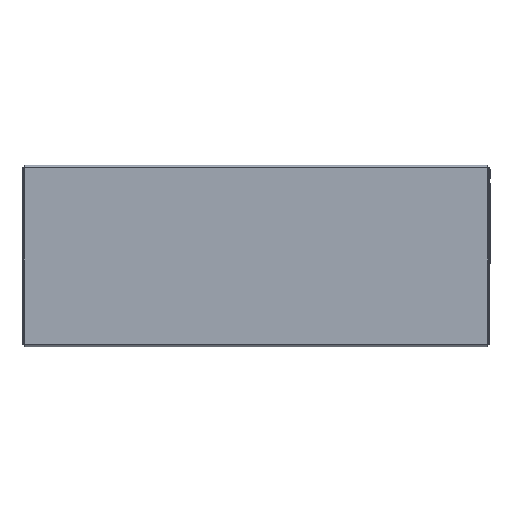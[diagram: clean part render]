
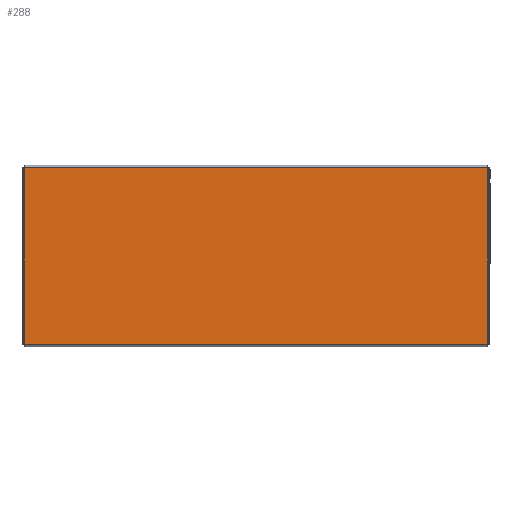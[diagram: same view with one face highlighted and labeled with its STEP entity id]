
A CAD part, top view. The second image highlights one B-rep face of the part: STEP entity #288.
In plain terms, the highlighted planar face has unit normal (0, 0, 1).
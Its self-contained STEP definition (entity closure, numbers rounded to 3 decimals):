
#186 = PLANE ( 'NONE',  #796 ) ;
#212 = EDGE_LOOP ( 'NONE', ( #1843, #925, #932, #341 ) ) ;
#288 = ADVANCED_FACE ( 'NONE', ( #1224 ), #186, .T. ) ;
#311 = EDGE_CURVE ( 'NONE', #567, #435, #1092, .T. ) ;
#341 = ORIENTED_EDGE ( 'NONE', *, *, #946, .T. ) ;
#357 = CARTESIAN_POINT ( 'NONE',  ( -250.5, -95.5, 0. ) ) ;
#435 = VERTEX_POINT ( 'NONE', #819 ) ;
#470 = LINE ( 'NONE', #1587, #1770 ) ;
#492 = DIRECTION ( 'NONE',  ( 0., -1., 0. ) ) ;
#567 = VERTEX_POINT ( 'NONE', #710 ) ;
#599 = CARTESIAN_POINT ( 'NONE',  ( 250.5, 95.5, 0. ) ) ;
#642 = DIRECTION ( 'NONE',  ( 1., 0., 0. ) ) ;
#710 = CARTESIAN_POINT ( 'NONE',  ( -250.5, 95.5, 0. ) ) ;
#750 = DIRECTION ( 'NONE',  ( 0., 0., 1. ) ) ;
#775 = VECTOR ( 'NONE', #642, 1000. ) ;
#796 = AXIS2_PLACEMENT_3D ( 'NONE', #1480, #750, #1229 ) ;
#813 = DIRECTION ( 'NONE',  ( -1., 0., 0. ) ) ;
#819 = CARTESIAN_POINT ( 'NONE',  ( -250.5, -95.5, 0. ) ) ;
#827 = CARTESIAN_POINT ( 'NONE',  ( 250.5, -95.5, 0. ) ) ;
#848 = VECTOR ( 'NONE', #492, 1000. ) ;
#925 = ORIENTED_EDGE ( 'NONE', *, *, #993, .T. ) ;
#932 = ORIENTED_EDGE ( 'NONE', *, *, #1197, .T. ) ;
#946 = EDGE_CURVE ( 'NONE', #1370, #567, #1024, .T. ) ;
#993 = EDGE_CURVE ( 'NONE', #435, #1125, #1198, .T. ) ;
#1024 = LINE ( 'NONE', #1647, #1576 ) ;
#1092 = LINE ( 'NONE', #357, #848 ) ;
#1106 = CARTESIAN_POINT ( 'NONE',  ( 250.5, -95.5, 0. ) ) ;
#1125 = VERTEX_POINT ( 'NONE', #827 ) ;
#1197 = EDGE_CURVE ( 'NONE', #1125, #1370, #470, .T. ) ;
#1198 = LINE ( 'NONE', #1106, #775 ) ;
#1224 = FACE_OUTER_BOUND ( 'NONE', #212, .T. ) ;
#1229 = DIRECTION ( 'NONE',  ( 1., 0., 0. ) ) ;
#1370 = VERTEX_POINT ( 'NONE', #599 ) ;
#1480 = CARTESIAN_POINT ( 'NONE',  ( 0., 0., 0. ) ) ;
#1576 = VECTOR ( 'NONE', #813, 1000. ) ;
#1587 = CARTESIAN_POINT ( 'NONE',  ( 250.5, -95.5, 0. ) ) ;
#1647 = CARTESIAN_POINT ( 'NONE',  ( 250.5, 95.5, 0. ) ) ;
#1770 = VECTOR ( 'NONE', #1850, 1000. ) ;
#1843 = ORIENTED_EDGE ( 'NONE', *, *, #311, .T. ) ;
#1850 = DIRECTION ( 'NONE',  ( 0., 1., 0. ) ) ;
